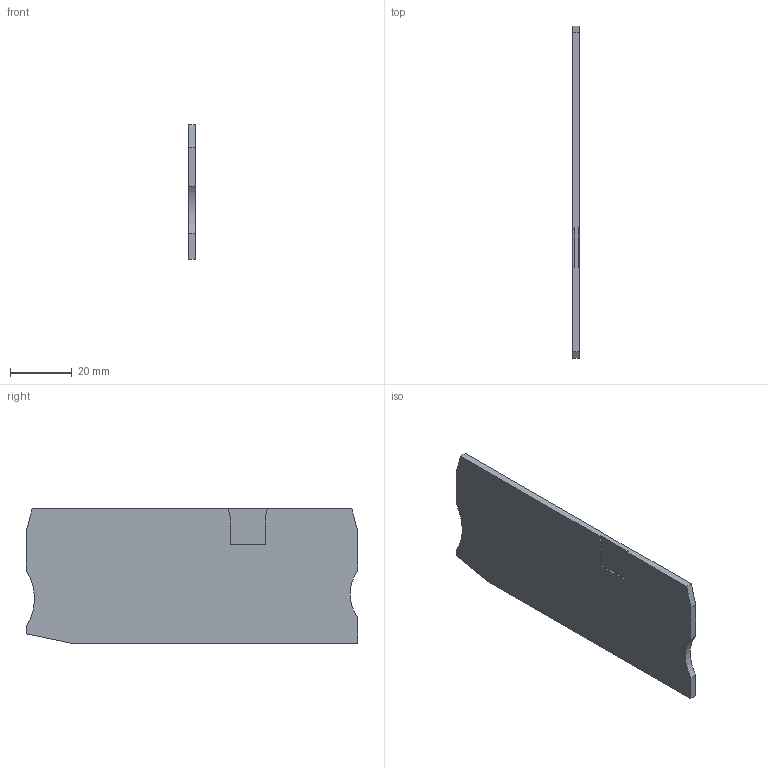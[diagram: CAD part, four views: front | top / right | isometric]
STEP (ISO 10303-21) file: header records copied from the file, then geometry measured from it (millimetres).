
FILE_DESCRIPTION(('Creo Elements/Direct Modeling STEP Export'),'2;1');
FILE_NAME('model.stp','2018-04-16T 9:36:47',(''),(''),'Creo Elements/Direct Modeling STEP processor for AP214 (Solid Model)','Creo Elements/Direct Modeling 18.1I 14-Aug-2016 (C) Parametric Technology GmbH','');
FILE_SCHEMA(('AUTOMOTIVE_DESIGN { 1 0 10303 214 1 1 1 1 }'));
Length unit declared in the file: millimetre
Products named in the file (2): D_ST_16_TWIN_select
Assembly tree (1 placements, depth 2):
  D_ST_16_TWIN_select
    D_ST_16_TWIN_select
Bounding box: 2.21 x 107.7 x 43.55 mm (x, y, z)
Volume: 10014.2 mm3; surface area: 9860.4 mm2
Topology: 1 solids, 1 shells, 29 faces, 81 edges, 54 vertices
Faces by surface type: plane 25, sphere 2, cylinder 2
Entity records: 1192 total; most frequent: CARTESIAN_POINT 164, ORIENTED_EDGE 162, DIRECTION 149, EDGE_CURVE 81, VECTOR 71, LINE 71, VERTEX_POINT 54, AXIS2_PLACEMENT_3D 39
